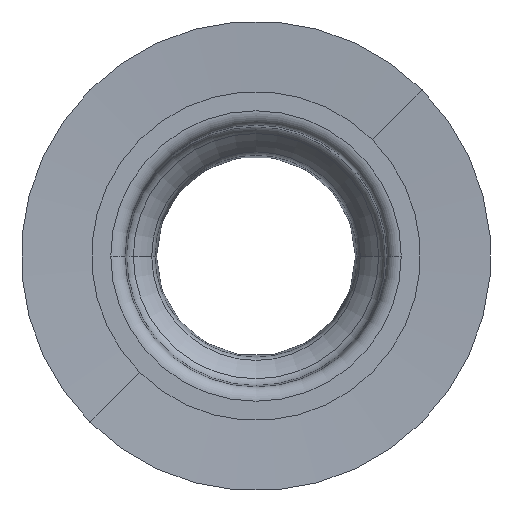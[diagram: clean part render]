
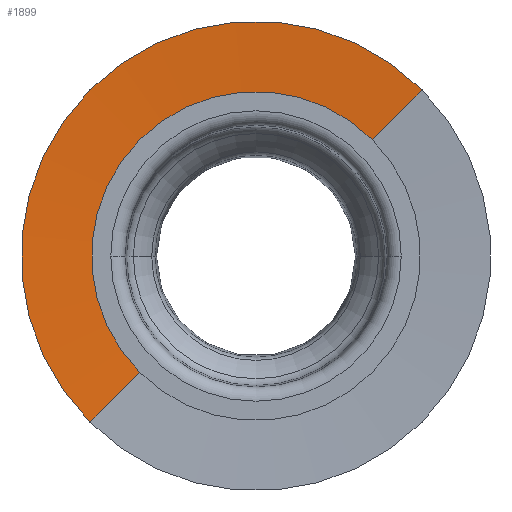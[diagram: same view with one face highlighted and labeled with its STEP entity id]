
A CAD part, top view. The second image highlights one B-rep face of the part: STEP entity #1899.
In plain terms, the highlighted conical face has half-angle 87.328 degrees and reference radius 4.25 mm.
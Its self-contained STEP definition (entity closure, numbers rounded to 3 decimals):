
#22=DIRECTION('',(-0.706,-0.706,0.047));
#23=VECTOR('',#22,1.502);
#24=CARTESIAN_POINT('',(-2.475,-2.475,-0.07));
#25=LINE('',#24,#23);
#31=DIRECTION('',(0.706,0.706,0.047));
#32=VECTOR('',#31,1.502);
#33=CARTESIAN_POINT('',(2.475,2.475,-0.07));
#34=LINE('',#33,#32);
#166=CARTESIAN_POINT('',(0.,0.,0.));
#167=DIRECTION('',(0.,0.,1.));
#168=DIRECTION('',(0.707,0.707,0.));
#169=AXIS2_PLACEMENT_3D('',#166,#167,#168);
#171=CARTESIAN_POINT('',(0.,0.,-0.07));
#172=DIRECTION('',(0.,0.,1.));
#173=DIRECTION('',(0.707,0.707,0.));
#174=AXIS2_PLACEMENT_3D('',#171,#172,#173);
#1333=CARTESIAN_POINT('',(2.475,2.475,-0.07));
#1334=CARTESIAN_POINT('',(-2.475,-2.475,-0.07));
#1335=VERTEX_POINT('',#1333);
#1336=VERTEX_POINT('',#1334);
#1341=CARTESIAN_POINT('',(3.536,3.536,
0.));
#1342=CARTESIAN_POINT('',(-3.536,-3.536,
0.));
#1343=VERTEX_POINT('',#1341);
#1344=VERTEX_POINT('',#1342);
#1887=CARTESIAN_POINT('',(0.,0.,-0.035));
#1888=DIRECTION('',(0.,0.,1.));
#1889=DIRECTION('',(0.707,0.707,0.));
#1890=AXIS2_PLACEMENT_3D('',#1887,#1888,#1889);
#1891=CONICAL_SURFACE('',#1890,4.25,87.328);
#1893=ORIENTED_EDGE('',*,*,#1892,.F.);
#1894=ORIENTED_EDGE('',*,*,#1424,.F.);
#1895=ORIENTED_EDGE('',*,*,#1864,.T.);
#1896=ORIENTED_EDGE('',*,*,#1420,.T.);
#1897=EDGE_LOOP('',(#1893,#1894,#1895,#1896));
#1898=FACE_OUTER_BOUND('',#1897,.F.);
#170=CIRCLE('',#169,5.);
#175=CIRCLE('',#174,3.5);
#1420=EDGE_CURVE('',#1336,#1344,#25,.T.);
#1424=EDGE_CURVE('',#1335,#1343,#34,.T.);
#1864=EDGE_CURVE('',#1335,#1336,#175,.T.);
#1892=EDGE_CURVE('',#1343,#1344,#170,.T.);
#1899=ADVANCED_FACE('',(#1898),#1891,.F.);
